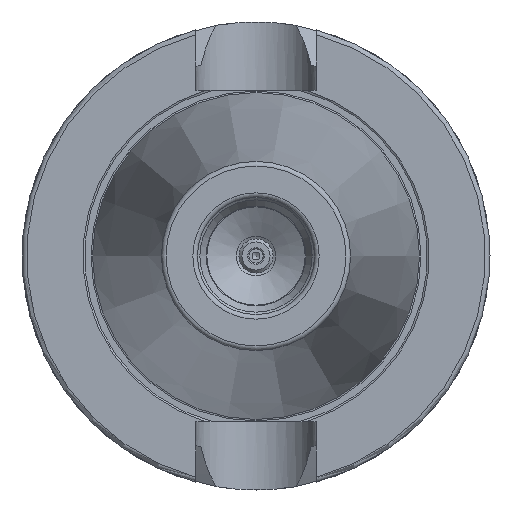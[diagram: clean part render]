
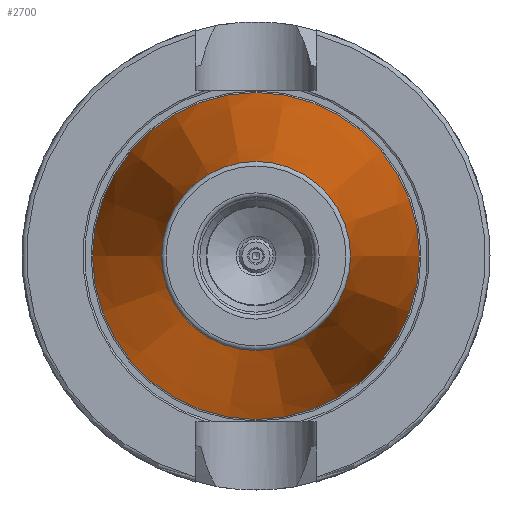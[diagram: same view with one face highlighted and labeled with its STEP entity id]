
A CAD part, left-side view. The second image highlights one B-rep face of the part: STEP entity #2700.
In plain terms, the highlighted conical face has half-angle 8.297 degrees and reference radius 27.564 mm.
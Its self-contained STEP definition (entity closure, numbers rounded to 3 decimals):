
#2666=CARTESIAN_POINT('',(-100.944,20.204,0.0));
#2667=VERTEX_POINT('',#2666);
#2668=CARTESIAN_POINT('',(-100.944,0.0,0.0));
#2669=DIRECTION('',(1.0,0.0,0.0));
#2670=DIRECTION('',(0.0,1.0,0.0));
#2671=AXIS2_PLACEMENT_3D('',#2668,#2669,#2670);
#2672=CIRCLE('',#2671,20.204);
#2673=EDGE_CURVE('',#2667,#2667,#2672,.T.);
#2681=CARTESIAN_POINT('',(-50.472,0.0,0.0));
#2682=DIRECTION('',(1.0,0.0,0.0));
#2683=DIRECTION('',(0.0,1.0,0.0));
#2684=AXIS2_PLACEMENT_3D('',#2681,#2682,#2683);
#2685=CONICAL_SURFACE('',#2684,27.564,8.297);
#2686=CARTESIAN_POINT('',(0.0,34.925,0.0));
#2687=VERTEX_POINT('',#2686);
#2688=CARTESIAN_POINT('',(0.0,0.0,0.0));
#2689=DIRECTION('',(1.0,0.0,0.0));
#2690=DIRECTION('',(0.0,1.0,0.0));
#2691=AXIS2_PLACEMENT_3D('',#2688,#2689,#2690);
#2692=CIRCLE('',#2691,34.925);
#2693=EDGE_CURVE('',#2687,#2687,#2692,.T.);
#2694=ORIENTED_EDGE('',*,*,#2693,.F.);
#2695=EDGE_LOOP('',(#2694));
#2696=FACE_OUTER_BOUND('',#2695,.T.);
#2697=ORIENTED_EDGE('',*,*,#2673,.T.);
#2698=EDGE_LOOP('',(#2697));
#2699=FACE_BOUND('',#2698,.T.);
#2700=ADVANCED_FACE('',(#2696,#2699),#2685,.T.);
